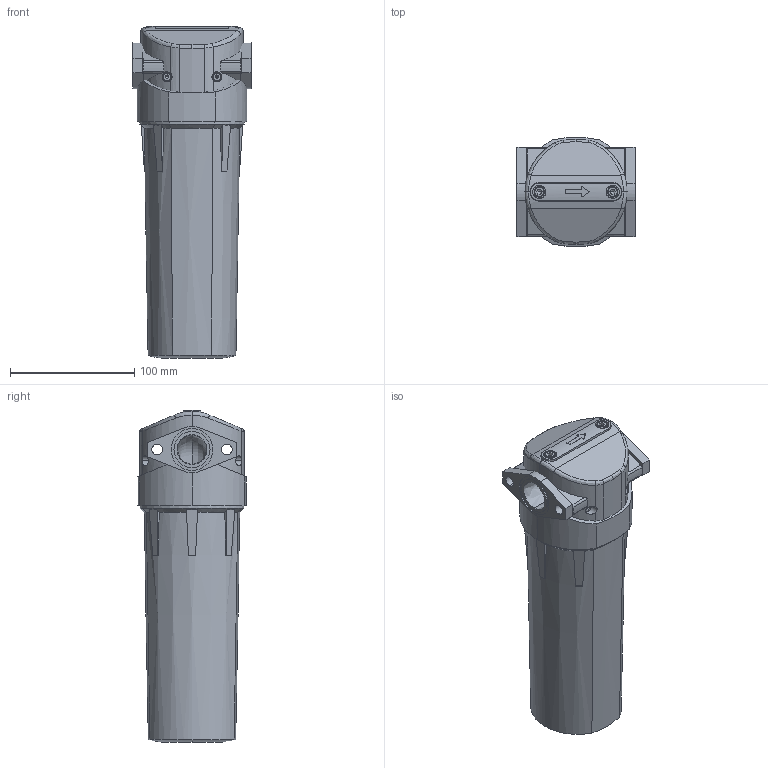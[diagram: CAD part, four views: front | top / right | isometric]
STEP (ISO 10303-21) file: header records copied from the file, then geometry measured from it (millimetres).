
FILE_DESCRIPTION (( 'STEP AP203' ), '1' );
FILE_NAME ('F0070-F0100.STEP', '2022-05-07T06:41:32', ( 'SkyUser' ), ( 'ITSK.com' ), 'SwSTEP 2.0', 'SolidWorks 2014', '' );
FILE_SCHEMA (( 'CONFIG_CONTROL_DESIGN' ));
Length unit declared in the file: millimetre
Products named in the file (15): hexagon socket head cap screws gb_GB_FASTENER_SCREWS_HSHCS M5X8-S; 0.5渡絳霜奪; hexagon socket head cap screws gb_GB_FASTENER_SCREWS_HSHCS M4X6-S; 0.5渡唅瑞珔; O型圈 压条; 0.5渡狟裔; F0070-F0100; 0.5渡AB蝶; F0020 器水分离滤芯装配体; 0.5渡蜇褲; 0.5渡芛; 揤沭; 0.5渡奻裔; 0.5 渡詰 -酗极_菴2; 0.5 渡堤ァ奪
Assembly tree (20 placements, depth 3):
  F0070-F0100
    0.5渡芛
    F0020 器水分离滤芯装配体
      0.5渡奻裔
      0.5 渡堤ァ奪
      0.5渡絳霜奪
      0.5渡唅瑞珔
      0.5渡狟裔
      0.5渡AB蝶
    0.5渡蜇褲  x2
    揤沭
    0.5 渡詰 -酗极_菴2
    hexagon socket head cap screws gb_GB_FASTENER_SCREWS_HSHCS M5X8-S  x2
    hexagon socket head cap screws gb_GB_FASTENER_SCREWS_HSHCS M4X6-S  x4
    O型圈 压条  x2
Bounding box: 95 x 87.53 x 266.8 mm (x, y, z)
Volume: 509796.1 mm3; surface area: 359808.1 mm2
Topology: 30 solids, 30 shells, 1406 faces, 3213 edges, 1895 vertices
Faces by surface type: cylinder 519, cone 408, plane 387, bspline 62, torus 30
Entity records: 30996 total; most frequent: CARTESIAN_POINT 8751, DIRECTION 4389, ORIENTED_EDGE 4212, EDGE_CURVE 2106, AXIS2_PLACEMENT_3D 1750, VERTEX_POINT 1301, EDGE_LOOP 1037, FACE_OUTER_BOUND 899
